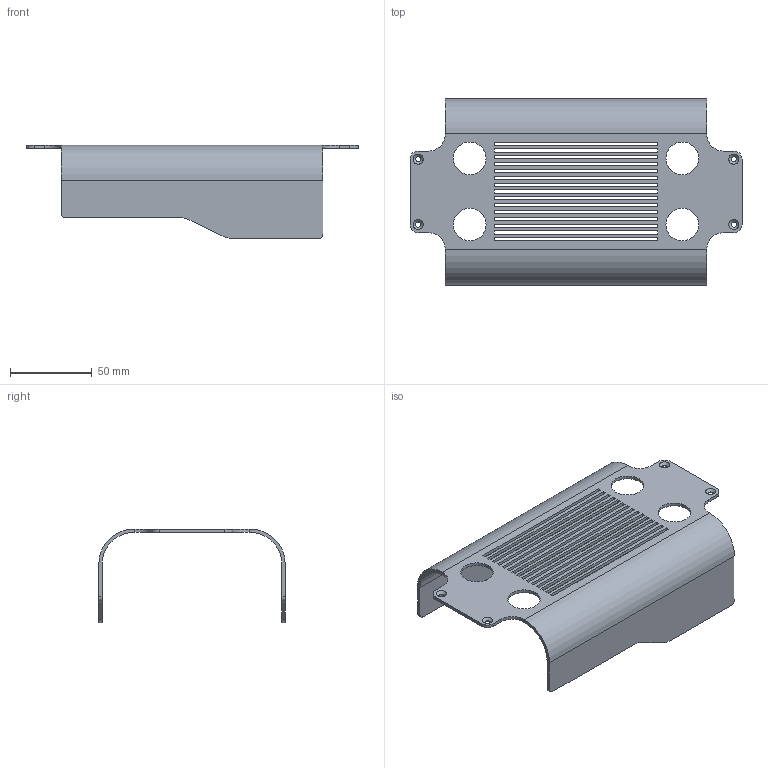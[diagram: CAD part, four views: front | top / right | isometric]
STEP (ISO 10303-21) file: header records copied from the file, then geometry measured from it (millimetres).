
FILE_DESCRIPTION(/* description */ (''),/* implementation_level */ '2;1');
FILE_NAME(/* name */ '5f1cd03b6a97d410f5d9ba97',/* time_stamp */ '2020-07-26T00:37:15+00:00',/* author */ (''),/* organization */ (''),/* preprocessor_version */ 'ST-DEVELOPER v16.7',/* originating_system */ $,/* authorisation */ $);
FILE_SCHEMA (('AUTOMOTIVE_DESIGN {1 0 10303 214 3 1 1}'));
Length unit declared in the file: metre
Products named in the file (1): Top_Cover
Bounding box: 203 x 114 x 57.4 mm (x, y, z)
Volume: 57487.6 mm3; surface area: 65764.9 mm2
Topology: 1 solids, 1 shells, 115 faces, 339 edges, 226 vertices
Faces by surface type: plane 83, cylinder 28, cone 4
Full cylindrical faces by diameter (mm): 3.2 x4, 20 x4
Entity records: 3839 total; most frequent: CARTESIAN_POINT 661, ORIENTED_EDGE 646, DIRECTION 615, EDGE_CURVE 323, LINE 263, VECTOR 263, VERTEX_POINT 222, AXIS2_PLACEMENT_3D 176
